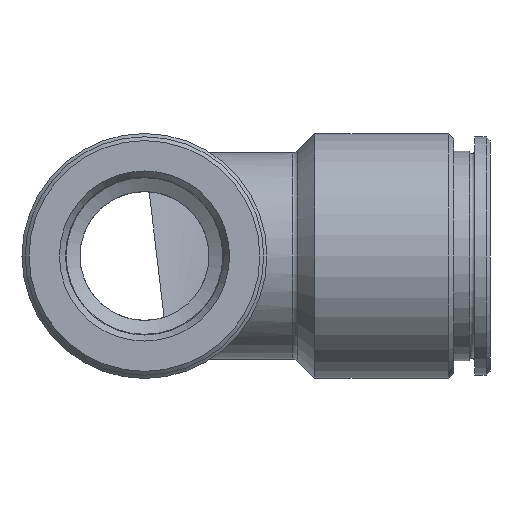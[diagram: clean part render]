
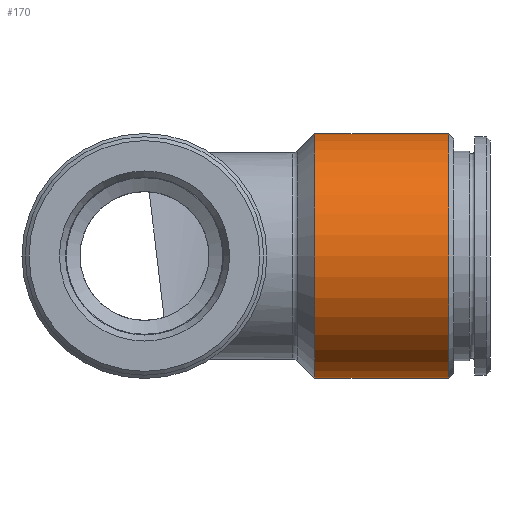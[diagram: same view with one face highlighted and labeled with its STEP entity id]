
A CAD part, left-side view. The second image highlights one B-rep face of the part: STEP entity #170.
In plain terms, the highlighted cylindrical face has radius 9.5 mm (diameter 19 mm), a full revolution.
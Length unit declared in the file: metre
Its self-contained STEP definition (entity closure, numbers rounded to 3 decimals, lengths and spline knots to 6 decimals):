
#170 = ADVANCED_FACE( 'NONE', ( #386, #387 ), #388, .T. );
#386 = FACE_OUTER_BOUND( '', #800, .T. );
#387 = FACE_OUTER_BOUND( '', #801, .T. );
#388 = CYLINDRICAL_SURFACE( '', #802, 0.0095 );
#800 = EDGE_LOOP( '', ( #1110 ) );
#801 = EDGE_LOOP( '', ( #1111 ) );
#802 = AXIS2_PLACEMENT_3D( '', #1112, #1113, #1114 );
#1110 = ORIENTED_EDGE( '', *, *, #1214, .T. );
#1111 = ORIENTED_EDGE( '', *, *, #1241, .T. );
#1112 = CARTESIAN_POINT( '', ( 0., 0., 0. ) );
#1113 = DIRECTION( '', ( 0., -1., 0. ) );
#1114 = DIRECTION( '', ( -1., 0., 0. ) );
#1214 = EDGE_CURVE( 'NONE', #1360, #1360, #1361, .T. );
#1241 = EDGE_CURVE( 'NONE', #1398, #1398, #1399, .T. );
#1360 = VERTEX_POINT( '', #1612 );
#1361 = CIRCLE( '', #1613, 0.0095 );
#1398 = VERTEX_POINT( '', #1718 );
#1399 = CIRCLE( '', #1719, 0.0095 );
#1612 = CARTESIAN_POINT( '', ( 0., -0.013207, -0.0095 ) );
#1613 = AXIS2_PLACEMENT_3D( '', #1843, #1844, #1845 );
#1718 = CARTESIAN_POINT( '', ( -0.0095, -0.0236, 0. ) );
#1719 = AXIS2_PLACEMENT_3D( '', #1876, #1877, #1878 );
#1843 = CARTESIAN_POINT( '', ( 0., -0.013207, 0. ) );
#1844 = DIRECTION( '', ( 0., -1., 0. ) );
#1845 = DIRECTION( '', ( 0., 0., -1. ) );
#1876 = CARTESIAN_POINT( '', ( 0., -0.0236, 0. ) );
#1877 = DIRECTION( '', ( 0., 1., 0. ) );
#1878 = DIRECTION( '', ( -1., 0., 0. ) );
